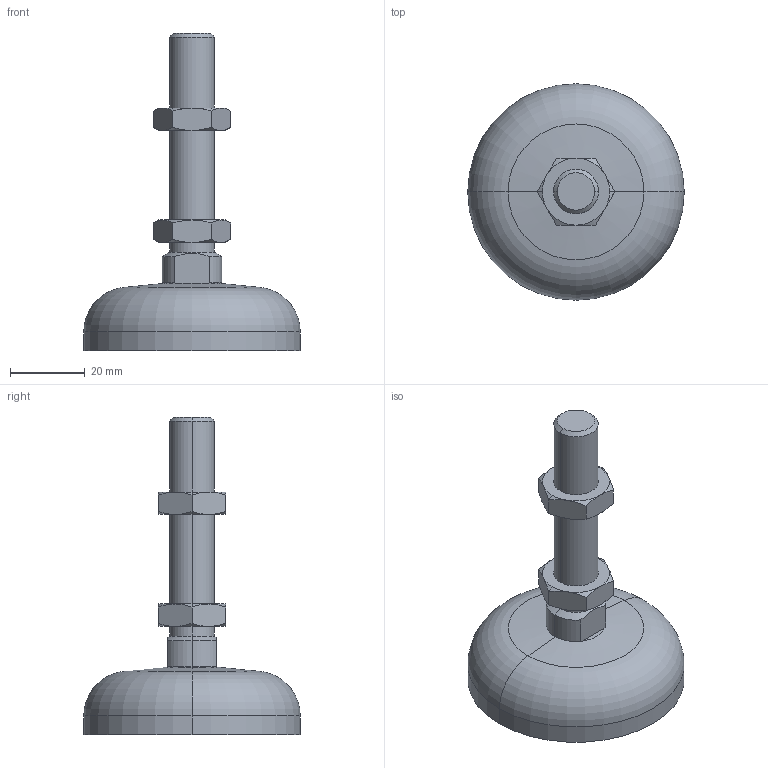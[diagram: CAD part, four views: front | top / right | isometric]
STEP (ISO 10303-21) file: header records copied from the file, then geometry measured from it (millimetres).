
FILE_DESCRIPTION(('STEP AP214'),'1');
FILE_NAME('cctmp_D25DAB2E-1F0F-4506-B673-941B0B7CABEA_2020_1_9_16_33_42_624..stp','2020-01-09T15:33:42',('Bosch Rexroth AG'),('CADClick - www.CADClick.com'),'Spatial InterOp 3D',' ','unknown authorization - (Healing Option Enabled)');
FILE_SCHEMA(('AUTOMOTIVE_DESIGN'));
Length unit declared in the file: millimetre
Products named in the file (1): 2020_01_09__16-33-42-624
Bounding box: 58 x 58 x 85 mm (x, y, z)
Volume: 29873.1 mm3; surface area: 12519.7 mm2
Topology: 1 solids, 2 shells, 99 faces, 210 edges, 117 vertices
Faces by surface type: cone 42, plane 23, cylinder 20, sphere 10, torus 4
Entity records: 3638 total; most frequent: CARTESIAN_POINT 751, DIRECTION 454, ORIENTED_EDGE 416, EDGE_CURVE 208, AXIS2_PLACEMENT_3D 200, VERTEX_POINT 117, EDGE_LOOP 105, STYLED_ITEM 100
